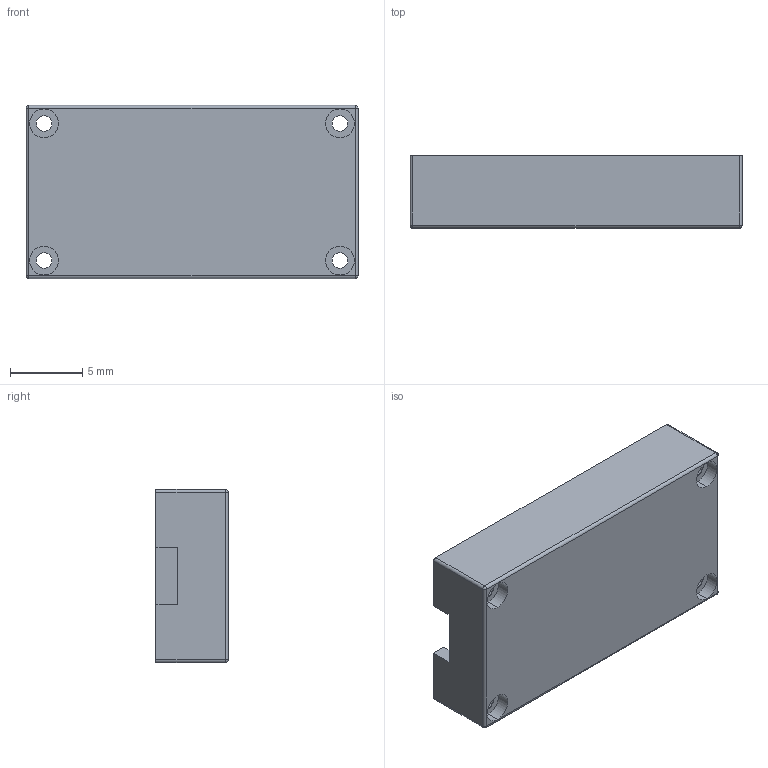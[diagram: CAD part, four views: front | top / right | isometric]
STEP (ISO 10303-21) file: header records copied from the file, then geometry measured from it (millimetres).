
FILE_DESCRIPTION (( 'STEP AP214' ), '1' );
FILE_NAME ('Piece1.STEP', '2015-07-21T18:35:08', ( '' ), ( '' ), 'SwSTEP 2.0', 'SolidWorks 2015', '' );
FILE_SCHEMA (( 'AUTOMOTIVE_DESIGN' ));
Length unit declared in the file: millimetre
Products named in the file (1): Piece1
Bounding box: 23 x 5 x 12 mm (x, y, z)
Volume: 512.6 mm3; surface area: 1215 mm2
Topology: 1 solids, 1 shells, 73 faces, 175 edges, 104 vertices
Faces by surface type: cylinder 37, plane 22, cone 10, sphere 4
Entity records: 2139 total; most frequent: DIRECTION 403, CARTESIAN_POINT 349, ORIENTED_EDGE 342, EDGE_CURVE 171, AXIS2_PLACEMENT_3D 158, VERTEX_POINT 104, LINE 87, VECTOR 87
